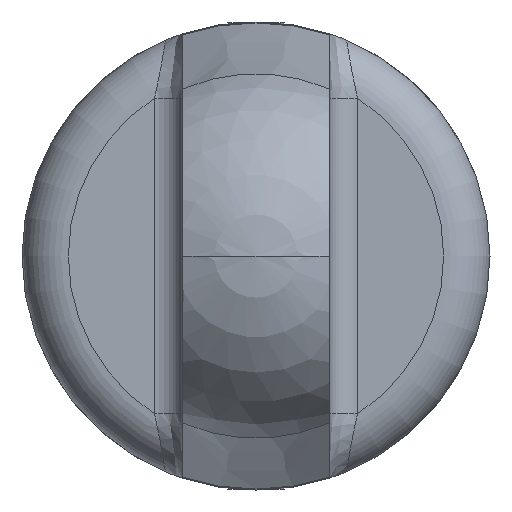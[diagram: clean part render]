
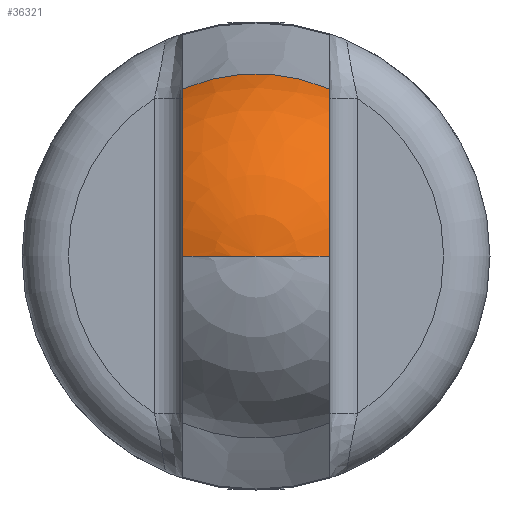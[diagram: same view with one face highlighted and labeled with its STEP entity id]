
A CAD part, front view. The second image highlights one B-rep face of the part: STEP entity #36321.
In plain terms, the highlighted spherical face has radius 31.75 mm.
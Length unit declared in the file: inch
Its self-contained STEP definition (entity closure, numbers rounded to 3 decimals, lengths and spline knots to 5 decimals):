
#35235=CARTESIAN_POINT('',(0.49,-7.307,0.));
#35236=DIRECTION('',(-1.,0.,0.));
#35237=DIRECTION('',(0.,-1.,0.));
#35238=AXIS2_PLACEMENT_3D('',#35235,#35236,#35237);
#35240=CARTESIAN_POINT('',(0.,-7.307,0.));
#35241=DIRECTION('',(0.,0.,-1.));
#35242=DIRECTION('',(0.392,-0.92,0.));
#35243=AXIS2_PLACEMENT_3D('',#35240,#35241,#35242);
#35245=CARTESIAN_POINT('',(0.,-7.307,0.));
#35246=DIRECTION('',(0.,0.,1.));
#35247=DIRECTION('',(-0.392,-0.92,0.));
#35248=AXIS2_PLACEMENT_3D('',#35245,#35246,#35247);
#35250=CARTESIAN_POINT('',(-0.49,-7.307,0.));
#35251=DIRECTION('',(1.,0.,0.));
#35252=DIRECTION('',(0.,-0.24,0.971));
#35253=AXIS2_PLACEMENT_3D('',#35250,#35251,#35252);
#35255=CARTESIAN_POINT('',(0.,-7.58329,0.));
#35256=DIRECTION('',(0.,-1.,0.));
#35257=DIRECTION('',(0.402,0.,0.916));
#35258=AXIS2_PLACEMENT_3D('',#35255,#35256,#35257);
#35625=CARTESIAN_POINT('',(0.49,-8.45696,0.));
#35627=VERTEX_POINT('',#35625);
#35628=CARTESIAN_POINT('',(-0.49,-8.45696,0.));
#35630=VERTEX_POINT('',#35628);
#35632=CARTESIAN_POINT('',(0.49,-7.58329,1.11627));
#35633=VERTEX_POINT('',#35632);
#35634=CARTESIAN_POINT('',(-0.49,-7.58329,1.11627));
#35635=VERTEX_POINT('',#35634);
#35636=CARTESIAN_POINT('',(0.,-8.557,0.));
#35637=VERTEX_POINT('',#35636);
#36307=CARTESIAN_POINT('',(0.,-7.307,0.));
#36308=DIRECTION('',(0.,1.,0.));
#36309=DIRECTION('',(-1.,0.,0.));
#36310=AXIS2_PLACEMENT_3D('',#36307,#36308,#36309);
#36311=SPHERICAL_SURFACE('',#36310,1.25);
#36312=ORIENTED_EDGE('',*,*,#36237,.F.);
#36314=ORIENTED_EDGE('',*,*,#36313,.T.);
#36316=ORIENTED_EDGE('',*,*,#36315,.F.);
#36317=ORIENTED_EDGE('',*,*,#36276,.F.);
#36318=ORIENTED_EDGE('',*,*,#36301,.F.);
#36319=EDGE_LOOP('',(#36312,#36314,#36316,#36317,#36318));
#36320=FACE_OUTER_BOUND('',#36319,.F.);
#36321=ADVANCED_FACE('',(#36320),#36311,.T.);
#35239=CIRCLE('',#35238,1.14996);
#35244=CIRCLE('',#35243,1.25);
#35249=CIRCLE('',#35248,1.25);
#35254=CIRCLE('',#35253,1.14996);
#35259=CIRCLE('',#35258,1.21908);
#36237=EDGE_CURVE('',#35627,#35633,#35239,.T.);
#36276=EDGE_CURVE('',#35635,#35630,#35254,.T.);
#36301=EDGE_CURVE('',#35633,#35635,#35259,.T.);
#36313=EDGE_CURVE('',#35627,#35637,#35244,.T.);
#36315=EDGE_CURVE('',#35630,#35637,#35249,.T.);
